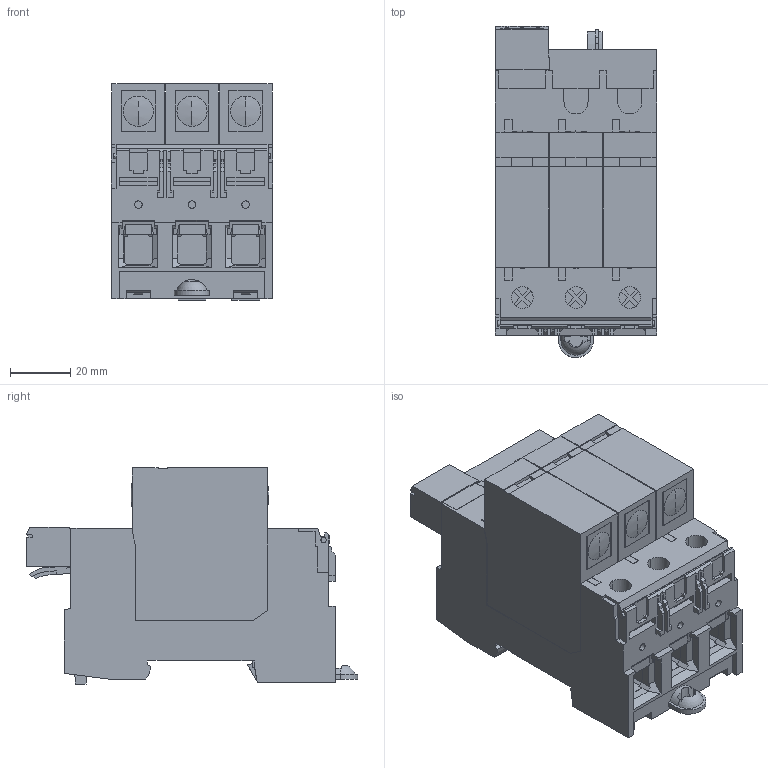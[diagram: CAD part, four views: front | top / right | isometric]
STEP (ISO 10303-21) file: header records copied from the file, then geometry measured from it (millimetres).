
FILE_DESCRIPTION(('Creo Elements/Direct Modeling STEP Export'),'2;1');
FILE_NAME('model.stp','2024-06-14T11:52:08',(''),(''),'Creo Elements/Direct Modeling STEP processor for AP214 (Solid Model)','Creo Elements/Direct Modeling 20.1D 10-Oct-2020 (C) Parametric Technology GmbH','');
FILE_SCHEMA(('AUTOMOTIVE_DESIGN { 1 0 10303 214 1 1 1 1 }'));
Length unit declared in the file: millimetre
Products named in the file (2): VAL_SPP_T2_335_3_0_UT_R-SELECT
Assembly tree (1 placements, depth 2):
  VAL_SPP_T2_335_3_0_UT_R-SELECT
    VAL_SPP_T2_335_3_0_UT_R-SELECT
Bounding box: 53.4 x 109.8 x 71.65 mm (x, y, z)
Volume: 258255.9 mm3; surface area: 47904.2 mm2
Topology: 1 solids, 1 shells, 1110 faces, 3105 edges, 2022 vertices
Faces by surface type: plane 959, cylinder 64, bspline 54, extrusion 18, sphere 13, cone 2
Entity records: 47739 total; most frequent: CARTESIAN_POINT 11999, ORIENTED_EDGE 6188, DIRECTION 4616, EDGE_CURVE 3094, VECTOR 2630, LINE 2613, VERTEX_POINT 2023, EDGE_LOOP 1147
